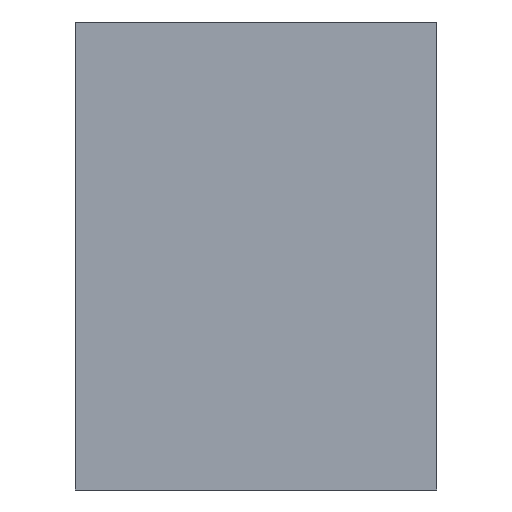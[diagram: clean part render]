
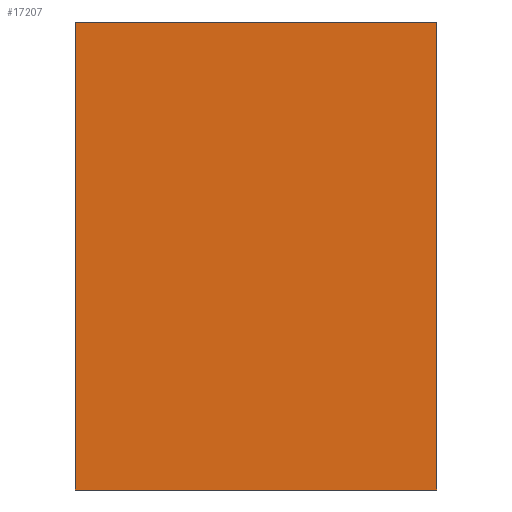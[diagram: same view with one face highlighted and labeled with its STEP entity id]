
A CAD part, front view. The second image highlights one B-rep face of the part: STEP entity #17207.
In plain terms, the highlighted planar face has unit normal (0, -1, 0).
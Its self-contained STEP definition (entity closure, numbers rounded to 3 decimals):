
#15392=DIRECTION('',(0.,0.,1.));
#15393=VECTOR('',#15392,13.9);
#15394=CARTESIAN_POINT('',(-9.,-0.4,-6.95));
#15395=LINE('',#15394,#15393);
#15399=DIRECTION('',(1.,0.,0.));
#15400=VECTOR('',#15399,18.);
#15401=CARTESIAN_POINT('',(-9.,-0.4,6.95));
#15402=LINE('',#15401,#15400);
#15406=DIRECTION('',(0.,0.,-1.));
#15407=VECTOR('',#15406,13.9);
#15408=CARTESIAN_POINT('',(9.,-0.4,6.95));
#15409=LINE('',#15408,#15407);
#15413=DIRECTION('',(-1.,0.,0.));
#15414=VECTOR('',#15413,18.);
#15415=CARTESIAN_POINT('',(9.,-0.4,-6.95));
#15416=LINE('',#15415,#15414);
#16904=CARTESIAN_POINT('',(-9.,-0.4,-6.95));
#16905=CARTESIAN_POINT('',(-9.,-0.4,6.95));
#16906=VERTEX_POINT('',#16904);
#16907=VERTEX_POINT('',#16905);
#16908=CARTESIAN_POINT('',(9.,-0.4,6.95));
#16909=VERTEX_POINT('',#16908);
#16910=CARTESIAN_POINT('',(9.,-0.4,-6.95));
#16911=VERTEX_POINT('',#16910);
#17192=CARTESIAN_POINT('',(0.,-0.4,0.));
#17193=DIRECTION('',(0.,1.,0.));
#17194=DIRECTION('',(1.,0.,0.));
#17195=AXIS2_PLACEMENT_3D('',#17192,#17193,#17194);
#17196=PLANE('',#17195);
#17198=ORIENTED_EDGE('',*,*,#17197,.T.);
#17200=ORIENTED_EDGE('',*,*,#17199,.T.);
#17202=ORIENTED_EDGE('',*,*,#17201,.T.);
#17204=ORIENTED_EDGE('',*,*,#17203,.T.);
#17205=EDGE_LOOP('',(#17198,#17200,#17202,#17204));
#17206=FACE_OUTER_BOUND('',#17205,.F.);
#17197=EDGE_CURVE('',#16906,#16907,#15395,.T.);
#17199=EDGE_CURVE('',#16907,#16909,#15402,.T.);
#17201=EDGE_CURVE('',#16909,#16911,#15409,.T.);
#17203=EDGE_CURVE('',#16911,#16906,#15416,.T.);
#17207=ADVANCED_FACE('',(#17206),#17196,.F.);
